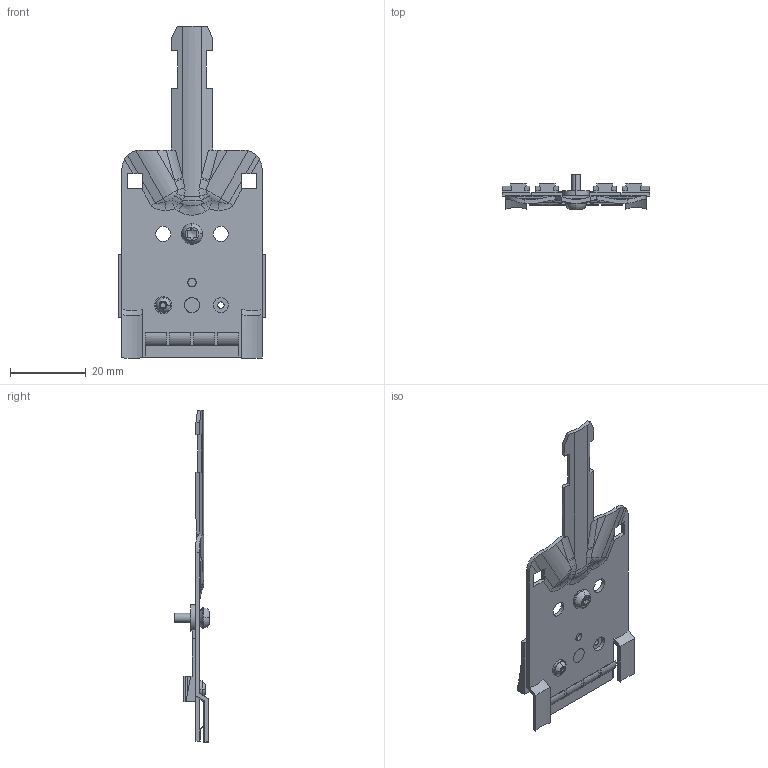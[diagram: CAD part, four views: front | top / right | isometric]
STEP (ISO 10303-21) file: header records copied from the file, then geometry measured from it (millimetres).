
FILE_DESCRIPTION(('CATIA V5 STEP','CAx-IF Rec.Pracs.--- Model Styling and Organization---1.4--- 2014-01-23'),'2;1');
FILE_NAME ('D1381106_3_1118470000_1118470000.stp','2023-09-11T09:54:55+00:00',('none'),('Weidmueller'),'CATIA Version 5-6 Release 2016 SP3 HF44','CATIA V5 STEP AP214','none');
FILE_SCHEMA(('AUTOMOTIVE_DESIGN { 1 0 10303 214 1 1 1 1 }'));
Length unit declared in the file: millimetre
Products named in the file (1): 1118470000
Bounding box: 38.89 x 9.3 x 87.65 mm (x, y, z)
Volume: 3373.7 mm3; surface area: 7192.4 mm2
Topology: 6 solids, 6 shells, 334 faces, 926 edges, 599 vertices
Faces by surface type: plane 139, bspline 86, cylinder 77, sphere 12, revolution 10, cone 8, extrusion 2
Entity records: 14867 total; most frequent: CARTESIAN_POINT 7490, ORIENTED_EDGE 1840, DIRECTION 963, EDGE_CURVE 920, VERTEX_POINT 599, VECTOR 430, LINE 428, EDGE_LOOP 363
